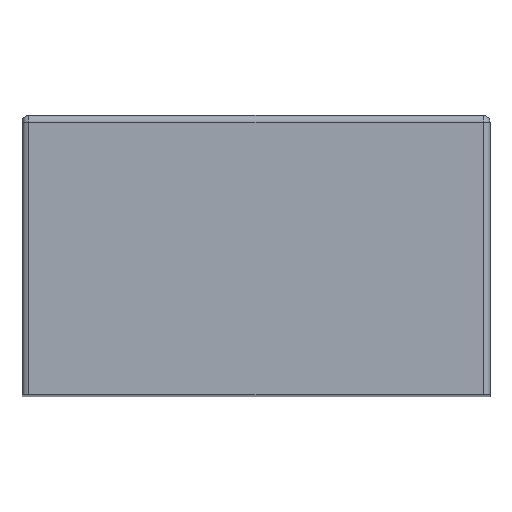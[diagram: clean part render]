
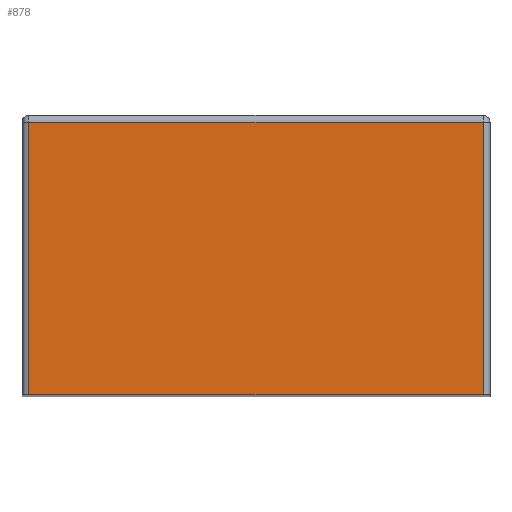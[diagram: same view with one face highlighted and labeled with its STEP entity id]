
A CAD part, top view. The second image highlights one B-rep face of the part: STEP entity #878.
In plain terms, the highlighted planar face has unit normal (0, 0, 1).
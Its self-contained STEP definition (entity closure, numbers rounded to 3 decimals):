
#56=PLANE('',#1006);
#118=FACE_OUTER_BOUND('',#178,.T.);
#178=EDGE_LOOP('',(#791,#792,#793,#794));
#181=LINE('',#1314,#243);
#188=LINE('',#1345,#250);
#236=LINE('',#1716,#298);
#240=LINE('',#1725,#302);
#243=VECTOR('',#1021,10.);
#250=VECTOR('',#1062,10.);
#298=VECTOR('',#1278,10.);
#302=VECTOR('',#1288,10.);
#358=VERTEX_POINT('',#1311);
#359=VERTEX_POINT('',#1313);
#366=VERTEX_POINT('',#1343);
#420=VERTEX_POINT('',#1715);
#428=EDGE_CURVE('',#358,#359,#181,.T.);
#445=EDGE_CURVE('',#366,#358,#188,.T.);
#540=EDGE_CURVE('',#359,#420,#236,.T.);
#545=EDGE_CURVE('',#366,#420,#240,.T.);
#791=ORIENTED_EDGE('',*,*,#428,.F.);
#792=ORIENTED_EDGE('',*,*,#445,.F.);
#793=ORIENTED_EDGE('',*,*,#545,.T.);
#794=ORIENTED_EDGE('',*,*,#540,.F.);
#878=ADVANCED_FACE('',(#118),#56,.T.);
#1006=AXIS2_PLACEMENT_3D('',#1730,#1297,#1298);
#1021=DIRECTION('',(1.,0.,0.));
#1062=DIRECTION('',(0.,1.,0.));
#1278=DIRECTION('',(0.,-1.,0.));
#1288=DIRECTION('',(1.,0.,0.));
#1297=DIRECTION('center_axis',(0.,0.,1.));
#1298=DIRECTION('ref_axis',(1.,0.,0.));
#1311=CARTESIAN_POINT('',(-32.5,39.,75.));
#1313=CARTESIAN_POINT('',(32.5,39.,75.));
#1314=CARTESIAN_POINT('',(-16.75,39.,75.));
#1343=CARTESIAN_POINT('',(-32.5,0.,75.));
#1345=CARTESIAN_POINT('',(-32.5,0.,75.));
#1715=CARTESIAN_POINT('',(32.5,0.,75.));
#1716=CARTESIAN_POINT('',(32.5,0.,75.));
#1725=CARTESIAN_POINT('',(-33.5,0.,75.));
#1730=CARTESIAN_POINT('Origin',(-33.5,0.,75.));
